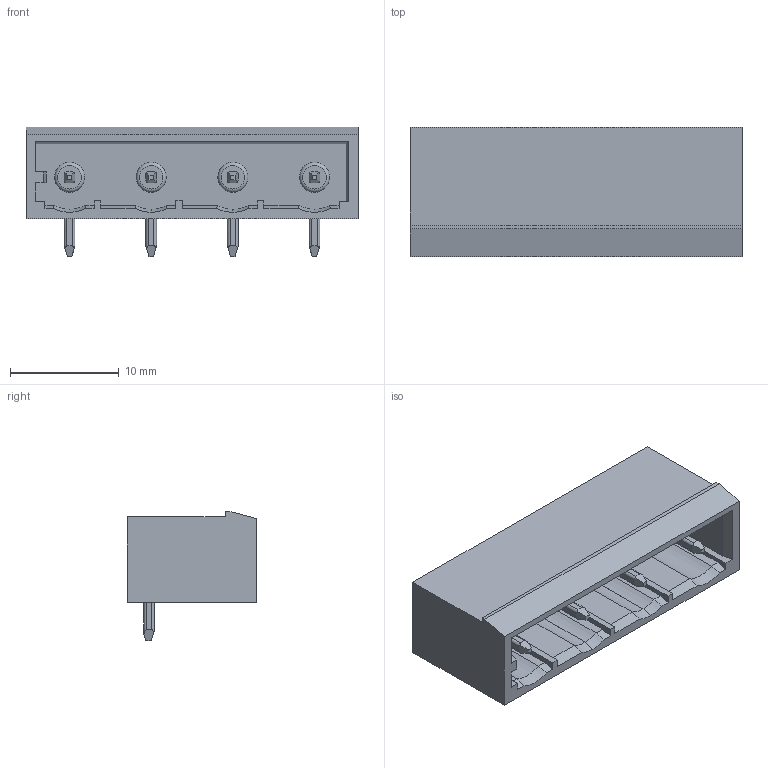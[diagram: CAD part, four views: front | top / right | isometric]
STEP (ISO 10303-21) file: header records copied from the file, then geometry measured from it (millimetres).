
FILE_DESCRIPTION(/* description */ ('Unknown'),/* implementation_level */ '2;1');
FILE_NAME(/* name */ 'ME730-75004',/* time_stamp */ '2023-08-04T15:10:56+08:00',/* author */ ('Unknown'),/* organization */ ('Unknown'),/* preprocessor_version */ 'ST-DEVELOPER v16.7',/* originating_system */ 'DEX',/* authorisation */ $);
FILE_SCHEMA (('AUTOMOTIVE_DESIGN {1 0 10303 214 3 1 1}'));
Length unit declared in the file: millimetre
Products named in the file (1): ME730-750
Bounding box: 30.5 x 11.9 x 11.9 mm (x, y, z)
Volume: 1566 mm3; surface area: 2191.2 mm2
Topology: 1 solids, 1 shells, 227 faces, 627 edges, 415 vertices
Faces by surface type: plane 159, cylinder 42, bspline 16, cone 6, torus 4
Full cylindrical faces by diameter (mm): 2.76 x4
Entity records: 7413 total; most frequent: CARTESIAN_POINT 1638, ORIENTED_EDGE 1230, DIRECTION 1141, EDGE_CURVE 615, LINE 417, VECTOR 417, VERTEX_POINT 411, AXIS2_PLACEMENT_3D 362
